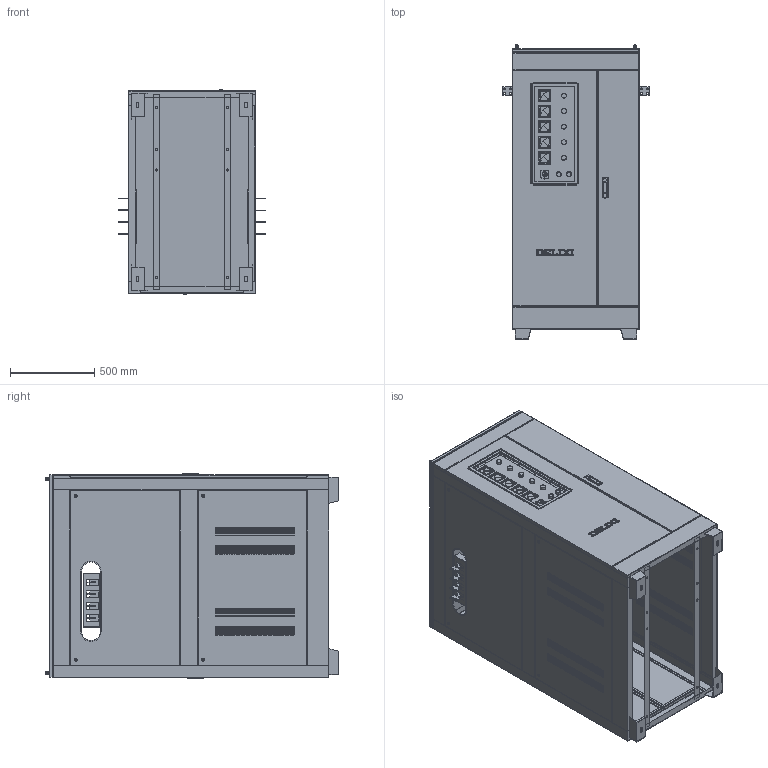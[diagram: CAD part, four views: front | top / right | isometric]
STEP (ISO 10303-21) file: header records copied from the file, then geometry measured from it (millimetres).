
FILE_DESCRIPTION(/* description */ (''),/* implementation_level */ '2;1');
FILE_NAME(/* name */ 'SBW-300~320KVA三维图-202508.21.stp',/* time_stamp */ '2025-08-21T14:00:17+08:00',/* author */ (''),/* organization */ (''),/* preprocessor_version */ 'ST-DEVELOPER v20',/* originating_system */ 'SIEMENS PLM Software NX2312.1700',/* authorisation */ '');
FILE_SCHEMA (('AUTOMOTIVE_DESIGN { 1 0 10303 214 3 1 1 1 }'));
Products named in the file (24): DBW-300K后左门板; DBW-300K右上侧板; DBW-300K后右门板; 手动开关; DBW按钮红; DBW指示灯黄; DBW-300K左上侧板; DBW300K前左门板; DBW-300K架子; DBW指示灯红; DBW按钮; 400k铜牌; DBW-300K表盘; 铜牌橡皮圈300K; DBW-300K前右门板; 直径12盖型螺母; DBW门锁; 72L电测量仪表; DBW-300K顶盖板; DBW指示灯绿; DBW-300K左右下侧板; SBW300K铁底脚; SBW300K铁底脚2; SBW-300~320KVA三维图-202508_step
Assembly tree (38 placements, depth 2):
  SBW-300~320KVA三维图-202508_step
    SBW300K铁底脚2  x2
    SBW300K铁底脚  x2
    DBW-300K左右下侧板  x2
    DBW指示灯绿  x3
    DBW-300K顶盖板
    72L电测量仪表  x5
    DBW门锁  x2
    直径12盖型螺母  x4
    DBW-300K前右门板
    铜牌橡皮圈300K  x2
    DBW-300K表盘
    400k铜牌  x2
    DBW按钮
    DBW指示灯红
    DBW-300K架子
    DBW300K前左门板
    DBW-300K左上侧板
    DBW指示灯黄
    DBW按钮红
    手动开关
    DBW-300K后右门板
    DBW-300K右上侧板
    DBW-300K后左门板
Bounding box: 865 x 1740 x 1210 mm (x, y, z)
Volume: 15359005.7 mm3; surface area: 19734696.1 mm2
Topology: 90 solids, 90 shells, 4525 faces, 11855 edges, 7524 vertices
Faces by surface type: plane 2305, cylinder 1928, bspline 144, torus 64, cone 52, extrusion 16, sphere 16
Full cylindrical faces by diameter (mm): 12.5 x8
Entity records: 104680 total; most frequent: CARTESIAN_POINT 22824, DIRECTION 16156, ORIENTED_EDGE 15750, EDGE_CURVE 7875, AXIS2_PLACEMENT_3D 5587, VECTOR 4982, LINE 4974, VERTEX_POINT 4941
